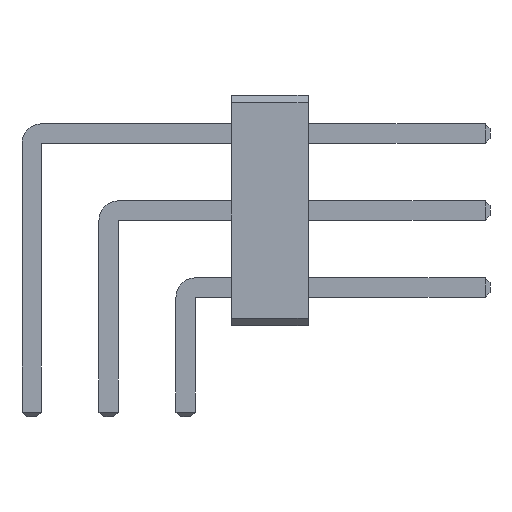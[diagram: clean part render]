
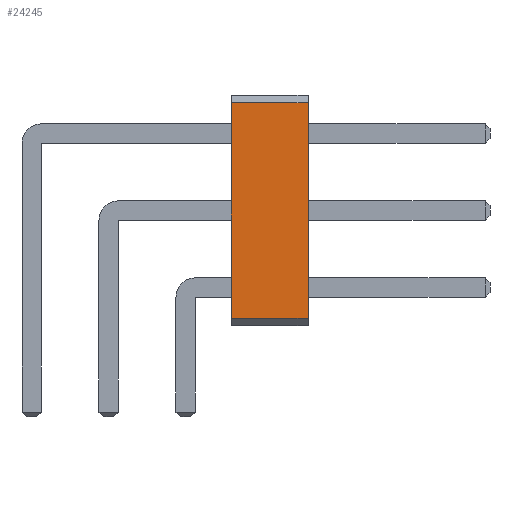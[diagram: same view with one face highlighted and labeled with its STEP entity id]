
A CAD part, front view. The second image highlights one B-rep face of the part: STEP entity #24245.
In plain terms, the highlighted planar face has unit normal (0, -1, 0).
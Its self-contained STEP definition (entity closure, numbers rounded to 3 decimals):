
#24245 = ADVANCED_FACE('',(#24246),#24280,.T.);
#24246 = FACE_BOUND('',#24247,.T.);
#24247 = EDGE_LOOP('',(#24248,#24258,#24266,#24274));
#24248 = ORIENTED_EDGE('',*,*,#24249,.T.);
#24249 = EDGE_CURVE('',#24250,#24252,#24254,.T.);
#24250 = VERTEX_POINT('',#24251);
#24251 = CARTESIAN_POINT('',(6.58,-31.75,0.254));
#24252 = VERTEX_POINT('',#24253);
#24253 = CARTESIAN_POINT('',(9.12,-31.75,0.254));
#24254 = LINE('',#24255,#24256);
#24255 = CARTESIAN_POINT('',(6.58,-31.75,0.254));
#24256 = VECTOR('',#24257,1.);
#24257 = DIRECTION('',(1.,0.,0.));
#24258 = ORIENTED_EDGE('',*,*,#24259,.T.);
#24259 = EDGE_CURVE('',#24252,#24260,#24262,.T.);
#24260 = VERTEX_POINT('',#24261);
#24261 = CARTESIAN_POINT('',(9.12,-31.75,7.366));
#24262 = LINE('',#24263,#24264);
#24263 = CARTESIAN_POINT('',(9.12,-31.75,0.254));
#24264 = VECTOR('',#24265,1.);
#24265 = DIRECTION('',(0.,0.,1.));
#24266 = ORIENTED_EDGE('',*,*,#24267,.F.);
#24267 = EDGE_CURVE('',#24268,#24260,#24270,.T.);
#24268 = VERTEX_POINT('',#24269);
#24269 = CARTESIAN_POINT('',(6.58,-31.75,7.366));
#24270 = LINE('',#24271,#24272);
#24271 = CARTESIAN_POINT('',(6.58,-31.75,7.366));
#24272 = VECTOR('',#24273,1.);
#24273 = DIRECTION('',(1.,0.,0.));
#24274 = ORIENTED_EDGE('',*,*,#24275,.F.);
#24275 = EDGE_CURVE('',#24250,#24268,#24276,.T.);
#24276 = LINE('',#24277,#24278);
#24277 = CARTESIAN_POINT('',(6.58,-31.75,0.254));
#24278 = VECTOR('',#24279,1.);
#24279 = DIRECTION('',(0.,0.,1.));
#24280 = PLANE('',#24281);
#24281 = AXIS2_PLACEMENT_3D('',#24282,#24283,#24284);
#24282 = CARTESIAN_POINT('',(6.58,-31.75,0.254));
#24283 = DIRECTION('',(0.,-1.,0.));
#24284 = DIRECTION('',(0.,0.,1.));
